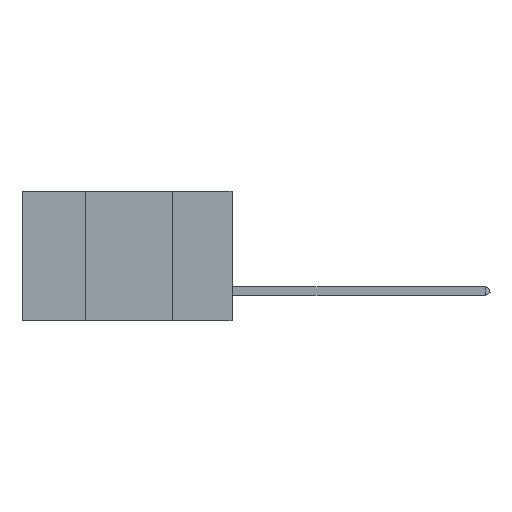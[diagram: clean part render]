
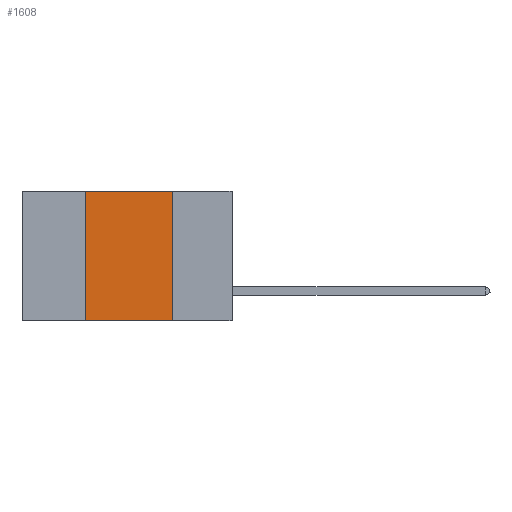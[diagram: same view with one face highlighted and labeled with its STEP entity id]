
A CAD part, left-side view. The second image highlights one B-rep face of the part: STEP entity #1608.
In plain terms, the highlighted planar face has unit normal (-1, 0, 0).
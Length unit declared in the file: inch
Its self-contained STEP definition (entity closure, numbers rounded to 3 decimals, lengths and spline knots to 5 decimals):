
#64 = CARTESIAN_POINT ( 'NONE',  ( 0., 0.42, 0. ) ) ;
#281 = LINE ( 'NONE', #19968, #19019 ) ;
#1171 = ORIENTED_EDGE ( 'NONE', *, *, #15849, .F. ) ;
#1229 = CARTESIAN_POINT ( 'NONE',  ( 0., 0.6, -0.37 ) ) ;
#1553 = ORIENTED_EDGE ( 'NONE', *, *, #6909, .T. ) ;
#1608 = ADVANCED_FACE ( 'NONE', ( #7954 ), #8659, .F. ) ;
#1668 = DIRECTION ( 'NONE',  ( 0., 0., -1. ) ) ;
#2298 = AXIS2_PLACEMENT_3D ( 'NONE', #8524, #6887, #1668 ) ;
#2655 = VECTOR ( 'NONE', #12977, 39.37008 ) ;
#3443 = LINE ( 'NONE', #16092, #2655 ) ;
#4380 = VERTEX_POINT ( 'NONE', #6445 ) ;
#5224 = ORIENTED_EDGE ( 'NONE', *, *, #10128, .F. ) ;
#5515 = VECTOR ( 'NONE', #12976, 39.37008 ) ;
#6274 = DIRECTION ( 'NONE',  ( 0., -1., 0. ) ) ;
#6344 = VERTEX_POINT ( 'NONE', #64 ) ;
#6445 = CARTESIAN_POINT ( 'NONE',  ( 0., 0.17, -0.37 ) ) ;
#6887 = DIRECTION ( 'NONE',  ( 1., 0., 0. ) ) ;
#6909 = EDGE_CURVE ( 'NONE', #13427, #4380, #17420, .T. ) ;
#7954 = FACE_OUTER_BOUND ( 'NONE', #9206, .T. ) ;
#8524 = CARTESIAN_POINT ( 'NONE',  ( 0., 0.6, 0. ) ) ;
#8659 = PLANE ( 'NONE',  #2298 ) ;
#9206 = EDGE_LOOP ( 'NONE', ( #5224, #1171, #13440, #1553 ) ) ;
#10128 = EDGE_CURVE ( 'NONE', #14591, #4380, #11420, .T. ) ;
#11420 = LINE ( 'NONE', #15618, #17260 ) ;
#12358 = CARTESIAN_POINT ( 'NONE',  ( 0., 0.17, 0. ) ) ;
#12718 = EDGE_CURVE ( 'NONE', #13427, #6344, #3443, .T. ) ;
#12976 = DIRECTION ( 'NONE',  ( 0., -1., 0. ) ) ;
#12977 = DIRECTION ( 'NONE',  ( 0., 0., 1. ) ) ;
#13427 = VERTEX_POINT ( 'NONE', #14924 ) ;
#13440 = ORIENTED_EDGE ( 'NONE', *, *, #12718, .F. ) ;
#14591 = VERTEX_POINT ( 'NONE', #12358 ) ;
#14924 = CARTESIAN_POINT ( 'NONE',  ( 0., 0.42, -0.37 ) ) ;
#15618 = CARTESIAN_POINT ( 'NONE',  ( 0., 0.17, 0. ) ) ;
#15849 = EDGE_CURVE ( 'NONE', #6344, #14591, #281, .T. ) ;
#16092 = CARTESIAN_POINT ( 'NONE',  ( 0., 0.42, 0. ) ) ;
#17260 = VECTOR ( 'NONE', #20800, 39.37008 ) ;
#17420 = LINE ( 'NONE', #1229, #5515 ) ;
#19019 = VECTOR ( 'NONE', #6274, 39.37008 ) ;
#19968 = CARTESIAN_POINT ( 'NONE',  ( 0., 0.6, 0. ) ) ;
#20800 = DIRECTION ( 'NONE',  ( 0., 0., -1. ) ) ;
